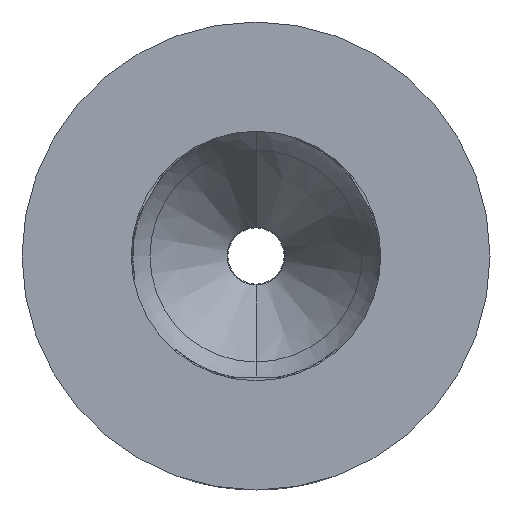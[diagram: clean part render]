
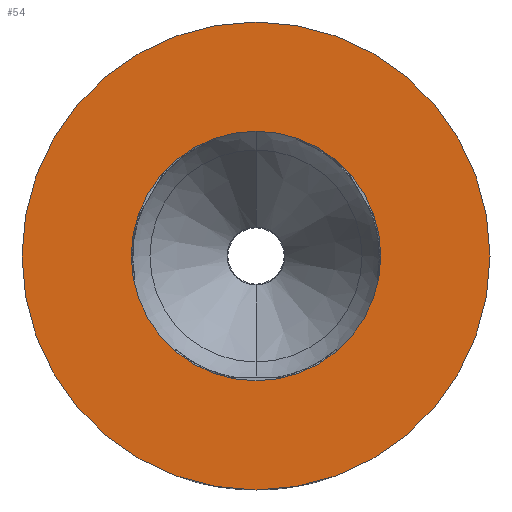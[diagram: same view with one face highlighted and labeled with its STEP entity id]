
A CAD part, front view. The second image highlights one B-rep face of the part: STEP entity #54.
In plain terms, the highlighted planar face has unit normal (0, -1, 0).
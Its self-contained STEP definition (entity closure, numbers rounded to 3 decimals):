
#54 = ADVANCED_FACE ( 'NONE', ( #1221, #2325 ), #505, .T. ) ;
#67 = AXIS2_PLACEMENT_3D ( 'NONE', #211, #1862, #1496 ) ;
#71 = CIRCLE ( 'NONE', #145, 4. ) ;
#73 = AXIS2_PLACEMENT_3D ( 'NONE', #1165, #977, #1633 ) ;
#125 = EDGE_CURVE ( 'NONE', #1341, #1197, #1640, .T. ) ;
#145 = AXIS2_PLACEMENT_3D ( 'NONE', #170, #1940, #2107 ) ;
#162 = EDGE_LOOP ( 'NONE', ( #466, #893 ) ) ;
#170 = CARTESIAN_POINT ( 'NONE',  ( 0., 0., 0. ) ) ;
#211 = CARTESIAN_POINT ( 'NONE',  ( 0., 0., 0. ) ) ;
#466 = ORIENTED_EDGE ( 'NONE', *, *, #560, .T. ) ;
#505 = PLANE ( 'NONE',  #997 ) ;
#544 = CARTESIAN_POINT ( 'NONE',  ( 0., 0., -7.5 ) ) ;
#557 = DIRECTION ( 'NONE',  ( 0., -1., 0. ) ) ;
#560 = EDGE_CURVE ( 'NONE', #2195, #668, #2111, .T. ) ;
#668 = VERTEX_POINT ( 'NONE', #1021 ) ;
#749 = CARTESIAN_POINT ( 'NONE',  ( 0., 0., 4. ) ) ;
#865 = ORIENTED_EDGE ( 'NONE', *, *, #125, .F. ) ;
#890 = DIRECTION ( 'NONE',  ( 0., -1., 0. ) ) ;
#893 = ORIENTED_EDGE ( 'NONE', *, *, #1113, .T. ) ;
#920 = CARTESIAN_POINT ( 'NONE',  ( 0., 0., -4. ) ) ;
#936 = DIRECTION ( 'NONE',  ( 0., 0., -1. ) ) ;
#977 = DIRECTION ( 'NONE',  ( 0., -1., 0. ) ) ;
#997 = AXIS2_PLACEMENT_3D ( 'NONE', #1581, #890, #1953 ) ;
#1021 = CARTESIAN_POINT ( 'NONE',  ( 0., 0., 7.5 ) ) ;
#1088 = CIRCLE ( 'NONE', #67, 7.5 ) ;
#1113 = EDGE_CURVE ( 'NONE', #668, #2195, #1088, .T. ) ;
#1165 = CARTESIAN_POINT ( 'NONE',  ( 0., 0., 0. ) ) ;
#1186 = AXIS2_PLACEMENT_3D ( 'NONE', #1458, #557, #936 ) ;
#1197 = VERTEX_POINT ( 'NONE', #920 ) ;
#1221 = FACE_OUTER_BOUND ( 'NONE', #162, .T. ) ;
#1341 = VERTEX_POINT ( 'NONE', #749 ) ;
#1458 = CARTESIAN_POINT ( 'NONE',  ( 0., 0., 0. ) ) ;
#1496 = DIRECTION ( 'NONE',  ( 0., 0., -1. ) ) ;
#1559 = EDGE_CURVE ( 'NONE', #1197, #1341, #71, .T. ) ;
#1581 = CARTESIAN_POINT ( 'NONE',  ( 0., 0., 0. ) ) ;
#1633 = DIRECTION ( 'NONE',  ( 0., 0., -1. ) ) ;
#1640 = CIRCLE ( 'NONE', #1186, 4. ) ;
#1839 = EDGE_LOOP ( 'NONE', ( #2312, #865 ) ) ;
#1862 = DIRECTION ( 'NONE',  ( 0., -1., 0. ) ) ;
#1940 = DIRECTION ( 'NONE',  ( 0., -1., 0. ) ) ;
#1953 = DIRECTION ( 'NONE',  ( 0., 0., -1. ) ) ;
#2107 = DIRECTION ( 'NONE',  ( 0., 0., -1. ) ) ;
#2111 = CIRCLE ( 'NONE', #73, 7.5 ) ;
#2195 = VERTEX_POINT ( 'NONE', #544 ) ;
#2312 = ORIENTED_EDGE ( 'NONE', *, *, #1559, .F. ) ;
#2325 = FACE_BOUND ( 'NONE', #1839, .T. ) ;
